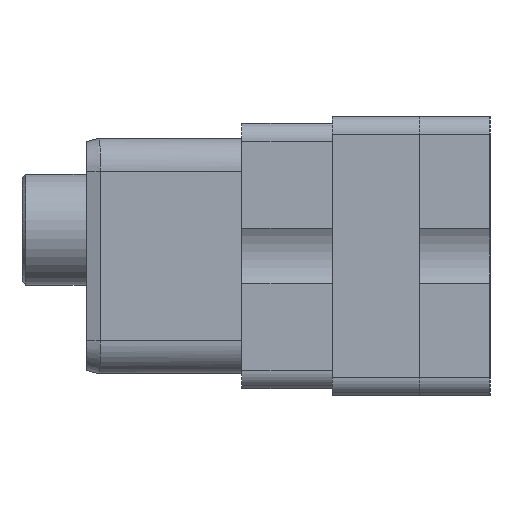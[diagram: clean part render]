
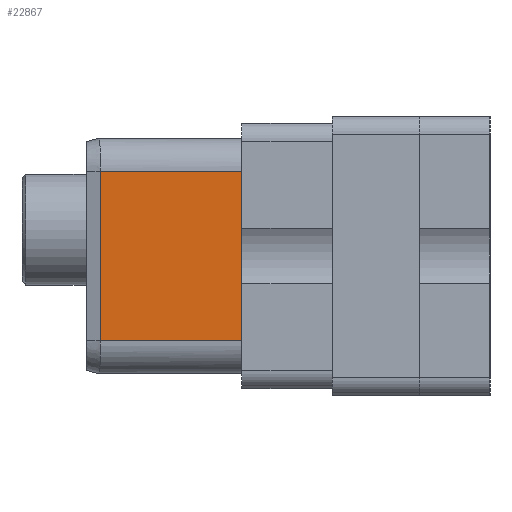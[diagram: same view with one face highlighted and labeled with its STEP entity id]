
A CAD part, left-side view. The second image highlights one B-rep face of the part: STEP entity #22867.
In plain terms, the highlighted planar face has unit normal (-1, 0.011, 0).
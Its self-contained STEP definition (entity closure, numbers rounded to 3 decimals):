
#2630=DIRECTION('',(-0.011,-1.,0.));
#2631=VECTOR('',#2630,8.075);
#2632=CARTESIAN_POINT('',(-36.079,8.09,-4.825));
#2633=LINE('',#2632,#2631);
#2662=CARTESIAN_POINT('',(-36.17,0.015,-4.825));
#2664=DIRECTION('',(0.,0.,1.));
#2665=VECTOR('',#2664,9.65);
#2666=CARTESIAN_POINT('',(-36.079,8.09,-4.825));
#2667=LINE('',#2666,#2665);
#2668=DIRECTION('',(-0.011,-1.,0.));
#2669=VECTOR('',#2668,8.075);
#2670=CARTESIAN_POINT('',(-36.079,8.09,4.825));
#2671=LINE('',#2670,#2669);
#2762=CARTESIAN_POINT('',(-36.17,0.015,4.825));
#2811=DIRECTION('',(0.,0.,1.));
#2812=VECTOR('',#2811,9.65);
#2813=CARTESIAN_POINT('',(-36.17,0.015,-4.825));
#2814=LINE('',#2813,#2812);
#16679=VERTEX_POINT('',#2662);
#16681=VERTEX_POINT('',#2762);
#16700=CARTESIAN_POINT('',(-36.079,8.09,-4.825));
#16701=VERTEX_POINT('',#16700);
#16702=CARTESIAN_POINT('',(-36.079,8.09,4.825));
#16703=VERTEX_POINT('',#16702);
#22854=CARTESIAN_POINT('',(-36.07,8.85,6.705));
#22855=DIRECTION('',(-1.,0.011,0.));
#22856=DIRECTION('',(-0.011,-1.,0.));
#22857=AXIS2_PLACEMENT_3D('',#22854,#22855,#22856);
#22858=PLANE('',#22857);
#22859=ORIENTED_EDGE('',*,*,#22847,.F.);
#22860=ORIENTED_EDGE('',*,*,#22685,.T.);
#22862=ORIENTED_EDGE('',*,*,#22861,.T.);
#22864=ORIENTED_EDGE('',*,*,#22863,.F.);
#22865=EDGE_LOOP('',(#22859,#22860,#22862,#22864));
#22866=FACE_OUTER_BOUND('',#22865,.F.);
#22867=ADVANCED_FACE('',(#22866),#22858,.T.);
#22685=EDGE_CURVE('',#16701,#16703,#2667,.T.);
#22847=EDGE_CURVE('',#16701,#16679,#2633,.T.);
#22861=EDGE_CURVE('',#16703,#16681,#2671,.T.);
#22863=EDGE_CURVE('',#16679,#16681,#2814,.T.);
